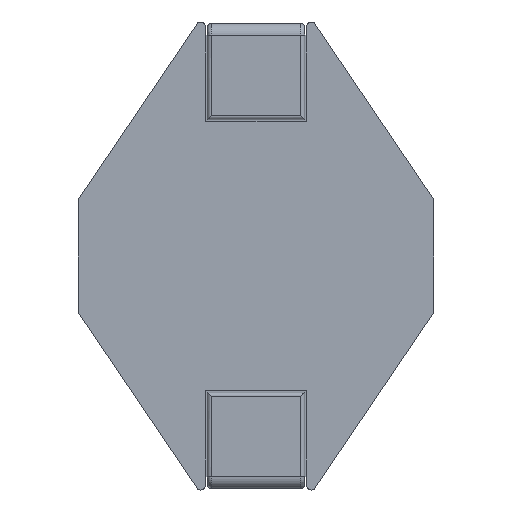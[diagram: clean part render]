
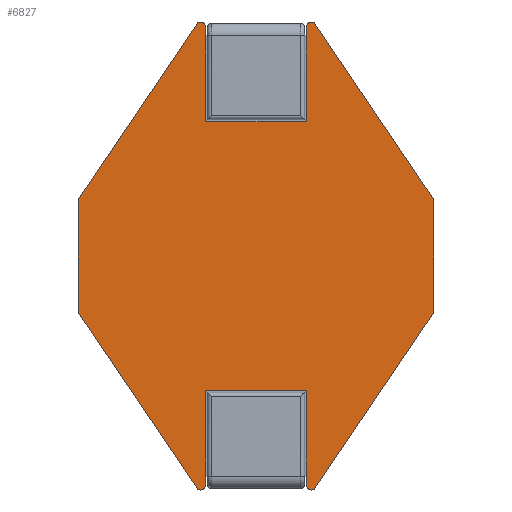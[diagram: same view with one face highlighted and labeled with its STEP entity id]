
A CAD part, front view. The second image highlights one B-rep face of the part: STEP entity #6827.
In plain terms, the highlighted planar face has unit normal (0, -1, 0).
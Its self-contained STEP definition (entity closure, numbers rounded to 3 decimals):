
#71 = CARTESIAN_POINT ( 'NONE',  ( -4.7, 0., -1.486 ) ) ;
#129 = VERTEX_POINT ( 'NONE', #10800 ) ;
#395 = ORIENTED_EDGE ( 'NONE', *, *, #3229, .F. ) ;
#489 = EDGE_CURVE ( 'NONE', #8291, #12060, #12229, .T. ) ;
#572 = EDGE_CURVE ( 'NONE', #129, #4433, #8948, .T. ) ;
#577 = ORIENTED_EDGE ( 'NONE', *, *, #2229, .F. ) ;
#632 = DIRECTION ( 'NONE',  ( 0., 0., -1. ) ) ;
#634 = CARTESIAN_POINT ( 'NONE',  ( 4.7, 0., 6.475 ) ) ;
#778 = CARTESIAN_POINT ( 'NONE',  ( -1.462, 0., -6.06 ) ) ;
#823 = VERTEX_POINT ( 'NONE', #6588 ) ;
#993 = CARTESIAN_POINT ( 'NONE',  ( -1.567, 0., -6.131 ) ) ;
#1012 = CARTESIAN_POINT ( 'NONE',  ( 1.335, 0., 6.475 ) ) ;
#1015 = LINE ( 'NONE', #9340, #12436 ) ;
#1064 = CARTESIAN_POINT ( 'NONE',  ( 4.7, 0., 6.475 ) ) ;
#1287 = AXIS2_PLACEMENT_3D ( 'NONE', #8153, #3699, #6022 ) ;
#1306 = CIRCLE ( 'NONE', #4911, 0.127 ) ;
#1331 = VECTOR ( 'NONE', #7210, 1000. ) ;
#1412 = CARTESIAN_POINT ( 'NONE',  ( 1.335, 0., -3.555 ) ) ;
#1512 = CARTESIAN_POINT ( 'NONE',  ( -1.462, 0., -6.187 ) ) ;
#1552 = VERTEX_POINT ( 'NONE', #13544 ) ;
#1617 = DIRECTION ( 'NONE',  ( -0.559, 0., -0.829 ) ) ;
#1771 = EDGE_CURVE ( 'NONE', #823, #11455, #9787, .T. ) ;
#1910 = VERTEX_POINT ( 'NONE', #6587 ) ;
#1998 = CARTESIAN_POINT ( 'NONE',  ( -4.7, 0., 1.486 ) ) ;
#2042 = CARTESIAN_POINT ( 'NONE',  ( -1.335, 0., 6.475 ) ) ;
#2050 = ORIENTED_EDGE ( 'NONE', *, *, #10349, .F. ) ;
#2138 = VECTOR ( 'NONE', #1617, 1000. ) ;
#2189 = DIRECTION ( 'NONE',  ( 0., 1., 0. ) ) ;
#2229 = EDGE_CURVE ( 'NONE', #8487, #8568, #2485, .T. ) ;
#2485 = LINE ( 'NONE', #1012, #7701 ) ;
#2587 = CARTESIAN_POINT ( 'NONE',  ( -1.567, 0., -6.131 ) ) ;
#2609 = EDGE_CURVE ( 'NONE', #7651, #10054, #5844, .T. ) ;
#2699 = VERTEX_POINT ( 'NONE', #2587 ) ;
#2734 = DIRECTION ( 'NONE',  ( 0.559, 0., 0.829 ) ) ;
#3119 = AXIS2_PLACEMENT_3D ( 'NONE', #10106, #2189, #11133 ) ;
#3229 = EDGE_CURVE ( 'NONE', #1910, #1552, #4034, .T. ) ;
#3312 = CARTESIAN_POINT ( 'NONE',  ( 1.567, 0., 6.131 ) ) ;
#3404 = ORIENTED_EDGE ( 'NONE', *, *, #2609, .F. ) ;
#3666 = LINE ( 'NONE', #13866, #4901 ) ;
#3699 = DIRECTION ( 'NONE',  ( 0., 1., 0. ) ) ;
#3889 = CIRCLE ( 'NONE', #6029, 0.127 ) ;
#3898 = DIRECTION ( 'NONE',  ( 0., 1., 0. ) ) ;
#4034 = LINE ( 'NONE', #4368, #8756 ) ;
#4136 = ORIENTED_EDGE ( 'NONE', *, *, #10430, .F. ) ;
#4141 = DIRECTION ( 'NONE',  ( 0., 0., 1. ) ) ;
#4182 = LINE ( 'NONE', #1064, #13026 ) ;
#4368 = CARTESIAN_POINT ( 'NONE',  ( -1.335, 0., 6.475 ) ) ;
#4433 = VERTEX_POINT ( 'NONE', #11073 ) ;
#4449 = CARTESIAN_POINT ( 'NONE',  ( 1.567, 0., -6.131 ) ) ;
#4477 = AXIS2_PLACEMENT_3D ( 'NONE', #12401, #12498, #5896 ) ;
#4647 = CARTESIAN_POINT ( 'NONE',  ( 1.462, 0., -6.187 ) ) ;
#4649 = ORIENTED_EDGE ( 'NONE', *, *, #572, .F. ) ;
#4892 = CARTESIAN_POINT ( 'NONE',  ( 1.462, 0., -6.06 ) ) ;
#4901 = VECTOR ( 'NONE', #12809, 1000. ) ;
#4911 = AXIS2_PLACEMENT_3D ( 'NONE', #778, #10619, #632 ) ;
#4975 = ORIENTED_EDGE ( 'NONE', *, *, #12616, .F. ) ;
#4987 = PLANE ( 'NONE',  #8581 ) ;
#5171 = DIRECTION ( 'NONE',  ( 0., 1., 0. ) ) ;
#5332 = DIRECTION ( 'NONE',  ( 0., 0., -1. ) ) ;
#5367 = LINE ( 'NONE', #2042, #12112 ) ;
#5417 = DIRECTION ( 'NONE',  ( -0.559, 0., 0.829 ) ) ;
#5528 = VECTOR ( 'NONE', #5417, 1000. ) ;
#5741 = EDGE_CURVE ( 'NONE', #8568, #1910, #10697, .T. ) ;
#5761 = VERTEX_POINT ( 'NONE', #1512 ) ;
#5844 = LINE ( 'NONE', #11480, #1331 ) ;
#5896 = DIRECTION ( 'NONE',  ( 0., 0., -1. ) ) ;
#6022 = DIRECTION ( 'NONE',  ( 0., 0., -1. ) ) ;
#6029 = AXIS2_PLACEMENT_3D ( 'NONE', #4892, #9301, #6070 ) ;
#6070 = DIRECTION ( 'NONE',  ( 0., 0., -1. ) ) ;
#6383 = ORIENTED_EDGE ( 'NONE', *, *, #1771, .F. ) ;
#6587 = CARTESIAN_POINT ( 'NONE',  ( -1.335, 0., -3.555 ) ) ;
#6588 = CARTESIAN_POINT ( 'NONE',  ( 4.7, 0., -1.486 ) ) ;
#6732 = VECTOR ( 'NONE', #13626, 1000. ) ;
#6827 = ADVANCED_FACE ( 'NONE', ( #7869 ), #4987, .F. ) ;
#6938 = ORIENTED_EDGE ( 'NONE', *, *, #489, .F. ) ;
#6989 = EDGE_CURVE ( 'NONE', #12462, #823, #4182, .T. ) ;
#7210 = DIRECTION ( 'NONE',  ( 0., 0., 1. ) ) ;
#7261 = LINE ( 'NONE', #993, #5528 ) ;
#7503 = DIRECTION ( 'NONE',  ( 0., 0., -1. ) ) ;
#7651 = VERTEX_POINT ( 'NONE', #71 ) ;
#7701 = VECTOR ( 'NONE', #4141, 1000. ) ;
#7742 = ORIENTED_EDGE ( 'NONE', *, *, #9204, .F. ) ;
#7779 = CARTESIAN_POINT ( 'NONE',  ( 4.7, 0., -3.555 ) ) ;
#7869 = FACE_OUTER_BOUND ( 'NONE', #11982, .T. ) ;
#7919 = VECTOR ( 'NONE', #10631, 1000. ) ;
#8153 = CARTESIAN_POINT ( 'NONE',  ( -1.462, 0., -6.06 ) ) ;
#8291 = VERTEX_POINT ( 'NONE', #8554 ) ;
#8309 = CARTESIAN_POINT ( 'NONE',  ( 4.7, 0., 1.486 ) ) ;
#8487 = VERTEX_POINT ( 'NONE', #11208 ) ;
#8554 = CARTESIAN_POINT ( 'NONE',  ( -1.567, 0., 6.131 ) ) ;
#8568 = VERTEX_POINT ( 'NONE', #1412 ) ;
#8581 = AXIS2_PLACEMENT_3D ( 'NONE', #634, #3898, #13922 ) ;
#8756 = VECTOR ( 'NONE', #5332, 1000. ) ;
#8926 = DIRECTION ( 'NONE',  ( 0.559, 0., -0.829 ) ) ;
#8948 = LINE ( 'NONE', #12730, #7919 ) ;
#9204 = EDGE_CURVE ( 'NONE', #2699, #7651, #7261, .T. ) ;
#9301 = DIRECTION ( 'NONE',  ( 0., 1., 0. ) ) ;
#9340 = CARTESIAN_POINT ( 'NONE',  ( -4.7, 0., 1.486 ) ) ;
#9360 = ORIENTED_EDGE ( 'NONE', *, *, #9411, .F. ) ;
#9373 = EDGE_CURVE ( 'NONE', #9459, #12462, #10198, .T. ) ;
#9411 = EDGE_CURVE ( 'NONE', #14110, #8487, #13966, .T. ) ;
#9459 = VERTEX_POINT ( 'NONE', #11222 ) ;
#9622 = ORIENTED_EDGE ( 'NONE', *, *, #5741, .F. ) ;
#9651 = EDGE_CURVE ( 'NONE', #11698, #129, #3666, .T. ) ;
#9787 = LINE ( 'NONE', #10630, #2138 ) ;
#9929 = DIRECTION ( 'NONE',  ( 0., 0., -1. ) ) ;
#10054 = VERTEX_POINT ( 'NONE', #1998 ) ;
#10106 = CARTESIAN_POINT ( 'NONE',  ( 1.462, 0., -6.06 ) ) ;
#10198 = LINE ( 'NONE', #3312, #11402 ) ;
#10281 = ORIENTED_EDGE ( 'NONE', *, *, #10625, .F. ) ;
#10349 = EDGE_CURVE ( 'NONE', #11455, #14110, #3889, .T. ) ;
#10382 = ORIENTED_EDGE ( 'NONE', *, *, #6989, .F. ) ;
#10430 = EDGE_CURVE ( 'NONE', #1552, #5761, #12386, .T. ) ;
#10500 = ORIENTED_EDGE ( 'NONE', *, *, #9373, .F. ) ;
#10550 = ORIENTED_EDGE ( 'NONE', *, *, #12859, .F. ) ;
#10571 = CIRCLE ( 'NONE', #13371, 0.127 ) ;
#10619 = DIRECTION ( 'NONE',  ( 0., 1., 0. ) ) ;
#10625 = EDGE_CURVE ( 'NONE', #5761, #2699, #1306, .T. ) ;
#10630 = CARTESIAN_POINT ( 'NONE',  ( 4.7, 0., -1.486 ) ) ;
#10631 = DIRECTION ( 'NONE',  ( 0., 0., 1. ) ) ;
#10697 = LINE ( 'NONE', #7779, #6732 ) ;
#10800 = CARTESIAN_POINT ( 'NONE',  ( 1.335, 0., 3.555 ) ) ;
#11073 = CARTESIAN_POINT ( 'NONE',  ( 1.335, 0., 6.06 ) ) ;
#11133 = DIRECTION ( 'NONE',  ( 0., 0., -1. ) ) ;
#11208 = CARTESIAN_POINT ( 'NONE',  ( 1.335, 0., -6.06 ) ) ;
#11222 = CARTESIAN_POINT ( 'NONE',  ( 1.567, 0., 6.131 ) ) ;
#11402 = VECTOR ( 'NONE', #8926, 1000. ) ;
#11455 = VERTEX_POINT ( 'NONE', #4449 ) ;
#11480 = CARTESIAN_POINT ( 'NONE',  ( -4.7, 0., 6.475 ) ) ;
#11698 = VERTEX_POINT ( 'NONE', #11757 ) ;
#11757 = CARTESIAN_POINT ( 'NONE',  ( -1.335, 0., 3.555 ) ) ;
#11781 = DIRECTION ( 'NONE',  ( 0., 0., -1. ) ) ;
#11982 = EDGE_LOOP ( 'NONE', ( #2050, #6383, #10382, #10500, #12948, #4649, #13542, #4975, #6938, #10550, #3404, #7742, #10281, #4136, #395, #9622, #577, #9360 ) ) ;
#12060 = VERTEX_POINT ( 'NONE', #12502 ) ;
#12112 = VECTOR ( 'NONE', #11781, 1000. ) ;
#12229 = CIRCLE ( 'NONE', #4477, 0.127 ) ;
#12386 = CIRCLE ( 'NONE', #1287, 0.127 ) ;
#12401 = CARTESIAN_POINT ( 'NONE',  ( -1.462, 0., 6.06 ) ) ;
#12436 = VECTOR ( 'NONE', #2734, 1000. ) ;
#12462 = VERTEX_POINT ( 'NONE', #8309 ) ;
#12498 = DIRECTION ( 'NONE',  ( 0., 1., 0. ) ) ;
#12502 = CARTESIAN_POINT ( 'NONE',  ( -1.335, 0., 6.06 ) ) ;
#12616 = EDGE_CURVE ( 'NONE', #12060, #11698, #5367, .T. ) ;
#12730 = CARTESIAN_POINT ( 'NONE',  ( 1.335, 0., 6.475 ) ) ;
#12809 = DIRECTION ( 'NONE',  ( 1., 0., 0. ) ) ;
#12859 = EDGE_CURVE ( 'NONE', #10054, #8291, #1015, .T. ) ;
#12948 = ORIENTED_EDGE ( 'NONE', *, *, #13325, .F. ) ;
#13026 = VECTOR ( 'NONE', #9929, 1000. ) ;
#13325 = EDGE_CURVE ( 'NONE', #4433, #9459, #10571, .T. ) ;
#13371 = AXIS2_PLACEMENT_3D ( 'NONE', #14104, #5171, #7503 ) ;
#13542 = ORIENTED_EDGE ( 'NONE', *, *, #9651, .F. ) ;
#13544 = CARTESIAN_POINT ( 'NONE',  ( -1.335, 0., -6.06 ) ) ;
#13626 = DIRECTION ( 'NONE',  ( -1., 0., 0. ) ) ;
#13866 = CARTESIAN_POINT ( 'NONE',  ( 4.7, 0., 3.555 ) ) ;
#13922 = DIRECTION ( 'NONE',  ( 0., 0., 1. ) ) ;
#13966 = CIRCLE ( 'NONE', #3119, 0.127 ) ;
#14104 = CARTESIAN_POINT ( 'NONE',  ( 1.462, 0., 6.06 ) ) ;
#14110 = VERTEX_POINT ( 'NONE', #4647 ) ;
